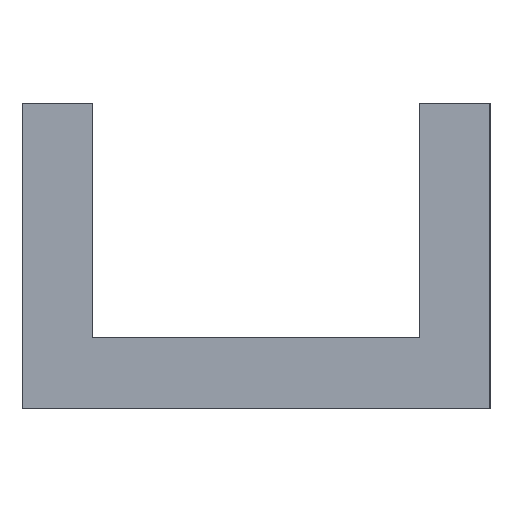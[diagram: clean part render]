
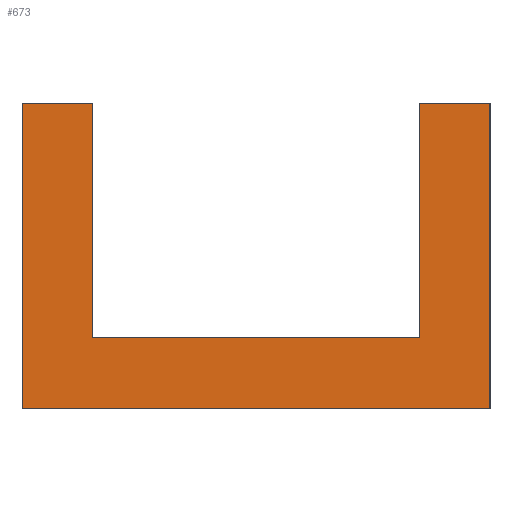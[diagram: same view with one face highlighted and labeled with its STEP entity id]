
A CAD part, left-side view. The second image highlights one B-rep face of the part: STEP entity #673.
In plain terms, the highlighted planar face has unit normal (-1, 0, 0).
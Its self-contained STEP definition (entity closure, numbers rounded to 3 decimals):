
#16 = LINE ( 'NONE', #349, #1027 ) ;
#34 = DIRECTION ( 'NONE',  ( 0., -1., 0. ) ) ;
#54 = LINE ( 'NONE', #371, #249 ) ;
#58 = CARTESIAN_POINT ( 'NONE',  ( 0., 0., 3. ) ) ;
#79 = AXIS2_PLACEMENT_3D ( 'NONE', #477, #235, #971 ) ;
#97 = LINE ( 'NONE', #491, #274 ) ;
#138 = ORIENTED_EDGE ( 'NONE', *, *, #171, .F. ) ;
#143 = EDGE_LOOP ( 'NONE', ( #985, #138, #954, #532, #374, #618, #975, #677 ) ) ;
#164 = VECTOR ( 'NONE', #1031, 1000. ) ;
#169 = CARTESIAN_POINT ( 'NONE',  ( 0., 3., 3. ) ) ;
#171 = EDGE_CURVE ( 'NONE', #266, #767, #779, .T. ) ;
#187 = CARTESIAN_POINT ( 'NONE',  ( 0., 17., 11. ) ) ;
#201 = VERTEX_POINT ( 'NONE', #300 ) ;
#217 = VECTOR ( 'NONE', #932, 1000. ) ;
#235 = DIRECTION ( 'NONE',  ( 1., 0., 0. ) ) ;
#249 = VECTOR ( 'NONE', #768, 1000. ) ;
#254 = VECTOR ( 'NONE', #34, 1000. ) ;
#257 = VERTEX_POINT ( 'NONE', #465 ) ;
#266 = VERTEX_POINT ( 'NONE', #937 ) ;
#274 = VECTOR ( 'NONE', #504, 1000. ) ;
#275 = PLANE ( 'NONE',  #79 ) ;
#300 = CARTESIAN_POINT ( 'NONE',  ( 0., 20., 13. ) ) ;
#314 = VERTEX_POINT ( 'NONE', #169 ) ;
#328 = VERTEX_POINT ( 'NONE', #731 ) ;
#349 = CARTESIAN_POINT ( 'NONE',  ( 0., 20., 3. ) ) ;
#371 = CARTESIAN_POINT ( 'NONE',  ( 0., 0., 0. ) ) ;
#374 = ORIENTED_EDGE ( 'NONE', *, *, #392, .F. ) ;
#392 = EDGE_CURVE ( 'NONE', #559, #314, #550, .T. ) ;
#408 = VERTEX_POINT ( 'NONE', #669 ) ;
#436 = VECTOR ( 'NONE', #859, 1000. ) ;
#463 = LINE ( 'NONE', #529, #436 ) ;
#465 = CARTESIAN_POINT ( 'NONE',  ( 0., 20., 0. ) ) ;
#477 = CARTESIAN_POINT ( 'NONE',  ( 0., 0., 3. ) ) ;
#491 = CARTESIAN_POINT ( 'NONE',  ( 0., 3., 11. ) ) ;
#504 = DIRECTION ( 'NONE',  ( 0., 0., -1. ) ) ;
#510 = LINE ( 'NONE', #187, #964 ) ;
#521 = CARTESIAN_POINT ( 'NONE',  ( 0., 0., 0. ) ) ;
#529 = CARTESIAN_POINT ( 'NONE',  ( 0., 20., 13. ) ) ;
#532 = ORIENTED_EDGE ( 'NONE', *, *, #1002, .T. ) ;
#550 = LINE ( 'NONE', #873, #164 ) ;
#553 = EDGE_CURVE ( 'NONE', #201, #257, #16, .T. ) ;
#559 = VERTEX_POINT ( 'NONE', #977 ) ;
#568 = EDGE_CURVE ( 'NONE', #201, #408, #463, .T. ) ;
#601 = EDGE_CURVE ( 'NONE', #408, #559, #510, .T. ) ;
#618 = ORIENTED_EDGE ( 'NONE', *, *, #601, .F. ) ;
#664 = DIRECTION ( 'NONE',  ( 0., 0., -1. ) ) ;
#669 = CARTESIAN_POINT ( 'NONE',  ( 0., 17., 13. ) ) ;
#673 = ADVANCED_FACE ( 'NONE', ( #949 ), #275, .F. ) ;
#677 = ORIENTED_EDGE ( 'NONE', *, *, #553, .T. ) ;
#731 = CARTESIAN_POINT ( 'NONE',  ( 0., 3., 13. ) ) ;
#743 = EDGE_CURVE ( 'NONE', #328, #266, #931, .T. ) ;
#767 = VERTEX_POINT ( 'NONE', #521 ) ;
#768 = DIRECTION ( 'NONE',  ( 0., -1., 0. ) ) ;
#779 = LINE ( 'NONE', #58, #217 ) ;
#818 = EDGE_CURVE ( 'NONE', #257, #767, #54, .T. ) ;
#859 = DIRECTION ( 'NONE',  ( 0., -1., 0. ) ) ;
#873 = CARTESIAN_POINT ( 'NONE',  ( 0., 0., 3. ) ) ;
#931 = LINE ( 'NONE', #935, #254 ) ;
#932 = DIRECTION ( 'NONE',  ( 0., 0., -1. ) ) ;
#935 = CARTESIAN_POINT ( 'NONE',  ( 0., 3., 13. ) ) ;
#937 = CARTESIAN_POINT ( 'NONE',  ( 0., 0., 13. ) ) ;
#949 = FACE_OUTER_BOUND ( 'NONE', #143, .T. ) ;
#953 = DIRECTION ( 'NONE',  ( 0., 0., -1. ) ) ;
#954 = ORIENTED_EDGE ( 'NONE', *, *, #743, .F. ) ;
#964 = VECTOR ( 'NONE', #953, 1000. ) ;
#971 = DIRECTION ( 'NONE',  ( 0., 0., -1. ) ) ;
#975 = ORIENTED_EDGE ( 'NONE', *, *, #568, .F. ) ;
#977 = CARTESIAN_POINT ( 'NONE',  ( 0., 17., 3. ) ) ;
#985 = ORIENTED_EDGE ( 'NONE', *, *, #818, .T. ) ;
#1002 = EDGE_CURVE ( 'NONE', #328, #314, #97, .T. ) ;
#1027 = VECTOR ( 'NONE', #664, 1000. ) ;
#1031 = DIRECTION ( 'NONE',  ( 0., -1., 0. ) ) ;
